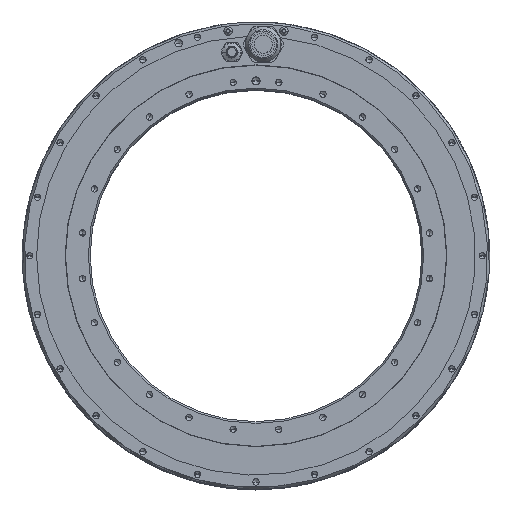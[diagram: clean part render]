
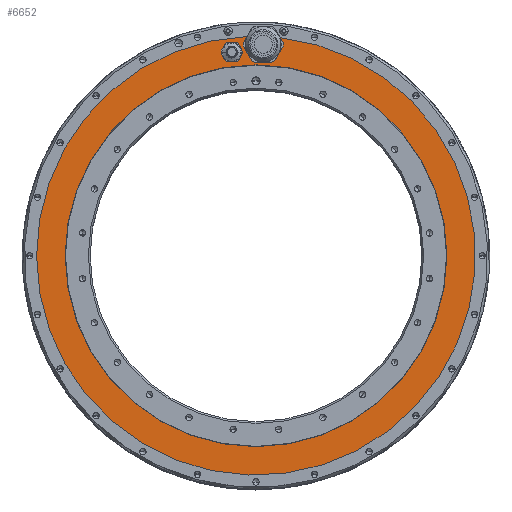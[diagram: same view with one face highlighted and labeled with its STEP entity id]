
A CAD part, top view. The second image highlights one B-rep face of the part: STEP entity #6652.
In plain terms, the highlighted planar face has unit normal (0, 0, 1).
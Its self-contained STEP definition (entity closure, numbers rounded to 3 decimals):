
#341=CARTESIAN_POINT('',(0.,0.,-0.15));
#342=DIRECTION('',(0.,0.,1.));
#343=DIRECTION('',(-1.,0.,0.));
#344=AXIS2_PLACEMENT_3D('',#341,#342,#343);
#355=CARTESIAN_POINT('',(0.,0.,-0.15));
#356=DIRECTION('',(0.,0.,1.));
#357=DIRECTION('',(1.,0.,0.));
#358=AXIS2_PLACEMENT_3D('',#355,#356,#357);
#360=DIRECTION('',(0.5,-0.866,0.));
#361=VECTOR('',#360,3.137);
#362=CARTESIAN_POINT('',(-11.155,139.608,-0.15));
#363=LINE('',#362,#361);
#364=CARTESIAN_POINT('',(-16.,135.,-0.15));
#365=DIRECTION('',(0.,0.,1.));
#366=DIRECTION('',(0.725,0.689,0.));
#367=AXIS2_PLACEMENT_3D('',#364,#365,#366);
#369=DIRECTION('',(-1.,0.,0.));
#370=VECTOR('',#369,3.137);
#371=CARTESIAN_POINT('',(-14.431,141.5,-0.15));
#372=LINE('',#371,#370);
#373=CARTESIAN_POINT('',(-16.,135.,-0.15));
#374=DIRECTION('',(0.,0.,1.));
#375=DIRECTION('',(-0.235,0.972,0.));
#376=AXIS2_PLACEMENT_3D('',#373,#374,#375);
#378=DIRECTION('',(0.5,0.866,0.));
#379=VECTOR('',#378,3.137);
#380=CARTESIAN_POINT('',(-22.413,136.892,-0.15));
#381=LINE('',#380,#379);
#382=CARTESIAN_POINT('',(-16.,135.,-0.15));
#383=DIRECTION('',(0.,0.,1.));
#384=DIRECTION('',(-0.959,0.283,0.));
#385=AXIS2_PLACEMENT_3D('',#382,#383,#384);
#387=DIRECTION('',(-0.5,0.866,0.));
#388=VECTOR('',#387,3.137);
#389=CARTESIAN_POINT('',(-20.845,130.392,-0.15));
#390=LINE('',#389,#388);
#391=CARTESIAN_POINT('',(-16.,135.,-0.15));
#392=DIRECTION('',(0.,0.,1.));
#393=DIRECTION('',(-0.725,-0.689,0.));
#394=AXIS2_PLACEMENT_3D('',#391,#392,#393);
#396=DIRECTION('',(1.,0.,0.));
#397=VECTOR('',#396,3.137);
#398=CARTESIAN_POINT('',(-17.569,128.5,-0.15));
#399=LINE('',#398,#397);
#400=CARTESIAN_POINT('',(-16.,135.,-0.15));
#401=DIRECTION('',(0.,0.,1.));
#402=DIRECTION('',(0.235,-0.972,0.));
#403=AXIS2_PLACEMENT_3D('',#400,#401,#402);
#405=DIRECTION('',(-0.5,-0.866,0.));
#406=VECTOR('',#405,3.137);
#407=CARTESIAN_POINT('',(-9.587,133.108,-0.15));
#408=LINE('',#407,#406);
#409=CARTESIAN_POINT('',(-16.,135.,-0.15));
#410=DIRECTION('',(0.,0.,1.));
#411=DIRECTION('',(0.959,-0.283,0.));
#412=AXIS2_PLACEMENT_3D('',#409,#410,#411);
#414=CARTESIAN_POINT('',(4.8,140.2,-0.15));
#415=DIRECTION('',(0.,0.,1.));
#416=DIRECTION('',(-0.766,-0.643,0.));
#417=AXIS2_PLACEMENT_3D('',#414,#415,#416);
#419=DIRECTION('',(-1.,0.,0.));
#420=VECTOR('',#419,4.249);
#421=CARTESIAN_POINT('',(6.924,128.2,-0.15));
#422=LINE('',#421,#420);
#423=CARTESIAN_POINT('',(4.8,140.2,-0.15));
#424=DIRECTION('',(0.,0.,1.));
#425=DIRECTION('',(0.174,-0.985,0.));
#426=AXIS2_PLACEMENT_3D('',#423,#424,#425);
#428=DIRECTION('',(-0.5,-0.866,0.));
#429=VECTOR('',#428,4.249);
#430=CARTESIAN_POINT('',(16.255,136.04,-0.15));
#431=LINE('',#430,#429);
#432=CARTESIAN_POINT('',(4.8,140.2,-0.15));
#433=DIRECTION('',(0.,0.,1.));
#434=DIRECTION('',(0.94,-0.341,0.));
#435=AXIS2_PLACEMENT_3D('',#432,#433,#434);
#437=DIRECTION('',(0.5,-0.866,0.));
#438=VECTOR('',#437,0.283);
#439=CARTESIAN_POINT('',(16.113,144.605,-0.15));
#440=LINE('',#439,#438);
#441=DIRECTION('',(-0.5,-0.866,0.));
#442=VECTOR('',#441,1.17);
#443=CARTESIAN_POINT('',(-6.07,145.373,-0.15));
#444=LINE('',#443,#442);
#445=CARTESIAN_POINT('',(4.8,140.2,-0.15));
#446=DIRECTION('',(0.,0.,1.));
#447=DIRECTION('',(-0.94,0.341,0.));
#448=AXIS2_PLACEMENT_3D('',#445,#446,#447);
#450=DIRECTION('',(0.5,-0.866,0.));
#451=VECTOR('',#450,4.249);
#452=CARTESIAN_POINT('',(-6.655,136.04,-0.15));
#453=LINE('',#452,#451);
#3175=CARTESIAN_POINT('',(0.,0.,-0.15));
#3176=DIRECTION('',(0.,0.,1.));
#3177=DIRECTION('',(-0.042,0.999,0.));
#3178=AXIS2_PLACEMENT_3D('',#3175,#3176,#3177);
#5777=CARTESIAN_POINT('',(-126.575,0.,-0.15));
#5778=CARTESIAN_POINT('',(126.575,0.,-0.15));
#5779=VERTEX_POINT('',#5777);
#5780=VERTEX_POINT('',#5778);
#5949=CARTESIAN_POINT('',(-11.155,139.608,-0.15));
#5950=CARTESIAN_POINT('',(-9.587,136.892,-0.15));
#5951=VERTEX_POINT('',#5949);
#5952=VERTEX_POINT('',#5950);
#5953=CARTESIAN_POINT('',(-14.431,141.5,-0.15));
#5954=VERTEX_POINT('',#5953);
#5955=CARTESIAN_POINT('',(-17.569,141.5,-0.15));
#5956=VERTEX_POINT('',#5955);
#5957=CARTESIAN_POINT('',(-20.845,139.608,-0.15));
#5958=VERTEX_POINT('',#5957);
#5959=CARTESIAN_POINT('',(-22.413,136.892,-0.15));
#5960=VERTEX_POINT('',#5959);
#5961=CARTESIAN_POINT('',(-22.413,133.108,
-0.15));
#5962=VERTEX_POINT('',#5961);
#5963=CARTESIAN_POINT('',(-20.845,130.392,-0.15));
#5964=VERTEX_POINT('',#5963);
#5965=CARTESIAN_POINT('',(-17.569,128.5,-0.15));
#5966=VERTEX_POINT('',#5965);
#5967=CARTESIAN_POINT('',(-14.431,128.5,-0.15));
#5968=VERTEX_POINT('',#5967);
#5969=CARTESIAN_POINT('',(-11.155,130.392,
-0.15));
#5970=VERTEX_POINT('',#5969);
#5971=CARTESIAN_POINT('',(-9.587,133.108,-0.15));
#5972=VERTEX_POINT('',#5971);
#6141=CARTESIAN_POINT('',(-4.53,132.36,-0.15));
#6142=CARTESIAN_POINT('',(2.676,128.2,-0.15));
#6143=VERTEX_POINT('',#6141);
#6144=VERTEX_POINT('',#6142);
#6145=CARTESIAN_POINT('',(-6.655,136.04,-0.15));
#6146=VERTEX_POINT('',#6145);
#6147=CARTESIAN_POINT('',(-6.655,144.36,-0.15));
#6148=VERTEX_POINT('',#6147);
#6149=CARTESIAN_POINT('',(-6.07,145.373,-0.15));
#6150=VERTEX_POINT('',#6149);
#6151=CARTESIAN_POINT('',(16.113,144.605,-0.15));
#6152=CARTESIAN_POINT('',(16.255,144.36,-0.15));
#6153=VERTEX_POINT('',#6151);
#6154=VERTEX_POINT('',#6152);
#6155=CARTESIAN_POINT('',(16.255,136.04,-0.15));
#6156=VERTEX_POINT('',#6155);
#6157=CARTESIAN_POINT('',(14.13,132.36,-0.15));
#6158=VERTEX_POINT('',#6157);
#6159=CARTESIAN_POINT('',(6.924,128.2,-0.15));
#6160=VERTEX_POINT('',#6159);
#6595=CARTESIAN_POINT('',(0.,0.,-0.15));
#6596=DIRECTION('',(0.,0.,1.));
#6597=DIRECTION('',(1.,0.,0.));
#6598=AXIS2_PLACEMENT_3D('',#6595,#6596,#6597);
#6599=PLANE('',#6598);
#6601=ORIENTED_EDGE('',*,*,#6600,.T.);
#6603=ORIENTED_EDGE('',*,*,#6602,.F.);
#6605=ORIENTED_EDGE('',*,*,#6604,.T.);
#6607=ORIENTED_EDGE('',*,*,#6606,.F.);
#6609=ORIENTED_EDGE('',*,*,#6608,.T.);
#6611=ORIENTED_EDGE('',*,*,#6610,.F.);
#6613=ORIENTED_EDGE('',*,*,#6612,.F.);
#6615=ORIENTED_EDGE('',*,*,#6614,.T.);
#6617=ORIENTED_EDGE('',*,*,#6616,.T.);
#6619=ORIENTED_EDGE('',*,*,#6618,.T.);
#6620=EDGE_LOOP('',(#6601,#6603,#6605,#6607,#6609,#6611,#6613,#6615,#6617,
#6619));
#6621=FACE_OUTER_BOUND('',#6620,.F.);
#6623=ORIENTED_EDGE('',*,*,#6622,.F.);
#6625=ORIENTED_EDGE('',*,*,#6624,.T.);
#6627=ORIENTED_EDGE('',*,*,#6626,.T.);
#6629=ORIENTED_EDGE('',*,*,#6628,.T.);
#6631=ORIENTED_EDGE('',*,*,#6630,.F.);
#6633=ORIENTED_EDGE('',*,*,#6632,.T.);
#6635=ORIENTED_EDGE('',*,*,#6634,.F.);
#6637=ORIENTED_EDGE('',*,*,#6636,.T.);
#6639=ORIENTED_EDGE('',*,*,#6638,.T.);
#6641=ORIENTED_EDGE('',*,*,#6640,.T.);
#6643=ORIENTED_EDGE('',*,*,#6642,.F.);
#6645=ORIENTED_EDGE('',*,*,#6644,.T.);
#6646=EDGE_LOOP('',(#6623,#6625,#6627,#6629,#6631,#6633,#6635,#6637,#6639,#6641,
#6643,#6645));
#6647=FACE_BOUND('',#6646,.F.);
#6648=ORIENTED_EDGE('',*,*,#6561,.T.);
#6649=ORIENTED_EDGE('',*,*,#6582,.T.);
#6650=EDGE_LOOP('',(#6648,#6649));
#6651=FACE_BOUND('',#6650,.F.);
#6652=ADVANCED_FACE('',(#6621,#6647,#6651),#6599,.T.);
#345=CIRCLE('',#344,126.575);
#359=CIRCLE('',#358,126.575);
#368=CIRCLE('',#367,6.687);
#377=CIRCLE('',#376,6.687);
#386=CIRCLE('',#385,6.687);
#395=CIRCLE('',#394,6.687);
#404=CIRCLE('',#403,6.687);
#413=CIRCLE('',#412,6.687);
#418=CIRCLE('',#417,12.187);
#427=CIRCLE('',#426,12.187);
#436=CIRCLE('',#435,12.187);
#449=CIRCLE('',#448,12.187);
#3179=CIRCLE('',#3178,145.5);
#6561=EDGE_CURVE('',#5779,#5780,#345,.T.);
#6582=EDGE_CURVE('',#5780,#5779,#359,.T.);
#6600=EDGE_CURVE('',#6143,#6144,#418,.T.);
#6602=EDGE_CURVE('',#6160,#6144,#422,.T.);
#6604=EDGE_CURVE('',#6160,#6158,#427,.T.);
#6606=EDGE_CURVE('',#6156,#6158,#431,.T.);
#6608=EDGE_CURVE('',#6156,#6154,#436,.T.);
#6610=EDGE_CURVE('',#6153,#6154,#440,.T.);
#6612=EDGE_CURVE('',#6150,#6153,#3179,.T.);
#6614=EDGE_CURVE('',#6150,#6148,#444,.T.);
#6616=EDGE_CURVE('',#6148,#6146,#449,.T.);
#6618=EDGE_CURVE('',#6146,#6143,#453,.T.);
#6622=EDGE_CURVE('',#5951,#5952,#363,.T.);
#6624=EDGE_CURVE('',#5951,#5954,#368,.T.);
#6626=EDGE_CURVE('',#5954,#5956,#372,.T.);
#6628=EDGE_CURVE('',#5956,#5958,#377,.T.);
#6630=EDGE_CURVE('',#5960,#5958,#381,.T.);
#6632=EDGE_CURVE('',#5960,#5962,#386,.T.);
#6634=EDGE_CURVE('',#5964,#5962,#390,.T.);
#6636=EDGE_CURVE('',#5964,#5966,#395,.T.);
#6638=EDGE_CURVE('',#5966,#5968,#399,.T.);
#6640=EDGE_CURVE('',#5968,#5970,#404,.T.);
#6642=EDGE_CURVE('',#5972,#5970,#408,.T.);
#6644=EDGE_CURVE('',#5972,#5952,#413,.T.);
